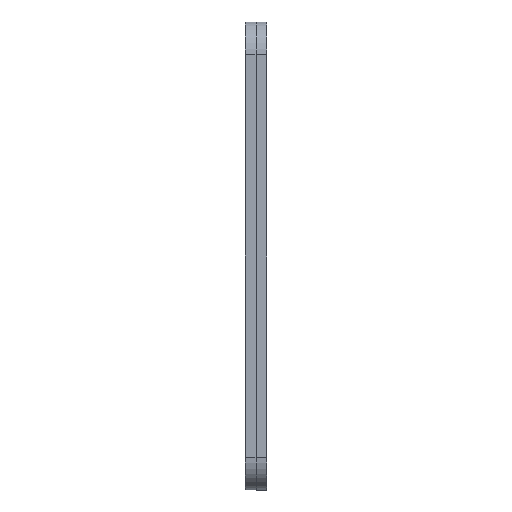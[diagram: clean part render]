
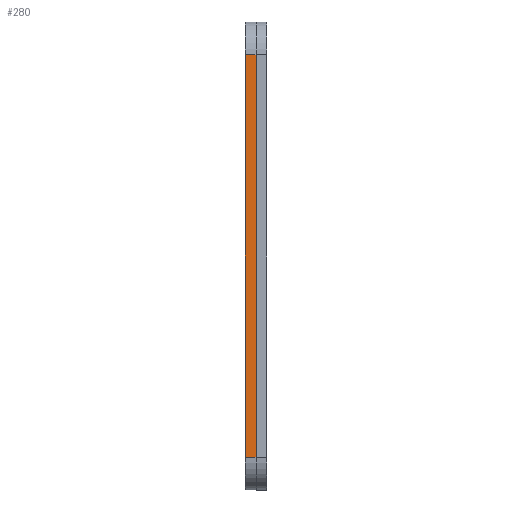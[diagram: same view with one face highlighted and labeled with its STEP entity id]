
A CAD part, left-side view. The second image highlights one B-rep face of the part: STEP entity #280.
In plain terms, the highlighted planar face has unit normal (-1, 0, 0).
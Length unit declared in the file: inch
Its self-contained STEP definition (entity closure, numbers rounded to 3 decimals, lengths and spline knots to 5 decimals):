
#7 = DIRECTION ( 'NONE',  ( 0., 1., 0. ) ) ;
#37 = VECTOR ( 'NONE', #823, 39.37008 ) ;
#221 = CARTESIAN_POINT ( 'NONE',  ( -2.6875, 0., 2.3125 ) ) ;
#247 = DIRECTION ( 'NONE',  ( -1., 0., 0. ) ) ;
#257 = VERTEX_POINT ( 'NONE', #2081 ) ;
#280 = ADVANCED_FACE ( 'NONE', ( #1347 ), #1702, .T. ) ;
#382 = EDGE_CURVE ( 'NONE', #1611, #685, #586, .T. ) ;
#472 = ORIENTED_EDGE ( 'NONE', *, *, #1468, .T. ) ;
#484 = LINE ( 'NONE', #1723, #1028 ) ;
#498 = CARTESIAN_POINT ( 'NONE',  ( -2.6875, 0.125, 2.3125 ) ) ;
#535 = VECTOR ( 'NONE', #949, 39.37008 ) ;
#582 = EDGE_CURVE ( 'NONE', #685, #1423, #484, .T. ) ;
#586 = LINE ( 'NONE', #221, #535 ) ;
#641 = VECTOR ( 'NONE', #7, 39.37008 ) ;
#642 = DIRECTION ( 'NONE',  ( 0., 1., 0. ) ) ;
#685 = VERTEX_POINT ( 'NONE', #1830 ) ;
#799 = LINE ( 'NONE', #1695, #37 ) ;
#823 = DIRECTION ( 'NONE',  ( 0., 0., -1. ) ) ;
#949 = DIRECTION ( 'NONE',  ( 0., 0., 1. ) ) ;
#1028 = VECTOR ( 'NONE', #642, 39.37008 ) ;
#1103 = ORIENTED_EDGE ( 'NONE', *, *, #1788, .F. ) ;
#1192 = ORIENTED_EDGE ( 'NONE', *, *, #582, .T. ) ;
#1327 = ORIENTED_EDGE ( 'NONE', *, *, #382, .T. ) ;
#1347 = FACE_OUTER_BOUND ( 'NONE', #2281, .T. ) ;
#1423 = VERTEX_POINT ( 'NONE', #498 ) ;
#1468 = EDGE_CURVE ( 'NONE', #1423, #257, #799, .T. ) ;
#1611 = VERTEX_POINT ( 'NONE', #1774 ) ;
#1695 = CARTESIAN_POINT ( 'NONE',  ( -2.6875, 0.125, -2.3125 ) ) ;
#1702 = PLANE ( 'NONE',  #1970 ) ;
#1718 = DIRECTION ( 'NONE',  ( 0., 0., 1. ) ) ;
#1723 = CARTESIAN_POINT ( 'NONE',  ( -2.6875, 0.125, 2.3125 ) ) ;
#1774 = CARTESIAN_POINT ( 'NONE',  ( -2.6875, 0., -2.3125 ) ) ;
#1788 = EDGE_CURVE ( 'NONE', #1611, #257, #2174, .T. ) ;
#1830 = CARTESIAN_POINT ( 'NONE',  ( -2.6875, 0., 2.3125 ) ) ;
#1937 = CARTESIAN_POINT ( 'NONE',  ( -2.6875, 0.125, 2.3125 ) ) ;
#1970 = AXIS2_PLACEMENT_3D ( 'NONE', #1937, #247, #1718 ) ;
#2015 = CARTESIAN_POINT ( 'NONE',  ( -2.6875, 0.125, -2.3125 ) ) ;
#2081 = CARTESIAN_POINT ( 'NONE',  ( -2.6875, 0.125, -2.3125 ) ) ;
#2174 = LINE ( 'NONE', #2015, #641 ) ;
#2281 = EDGE_LOOP ( 'NONE', ( #472, #1103, #1327, #1192 ) ) ;
